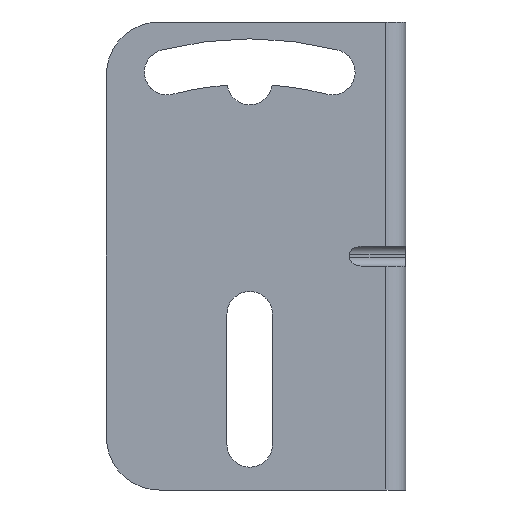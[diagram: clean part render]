
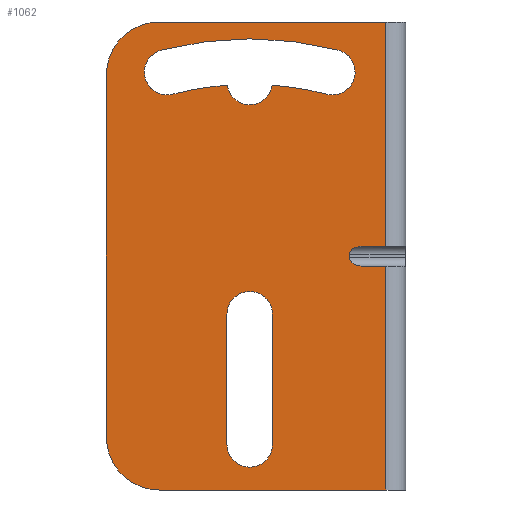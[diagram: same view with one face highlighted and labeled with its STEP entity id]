
A CAD part, left-side view. The second image highlights one B-rep face of the part: STEP entity #1062.
In plain terms, the highlighted planar face has unit normal (-1, 0, 0).
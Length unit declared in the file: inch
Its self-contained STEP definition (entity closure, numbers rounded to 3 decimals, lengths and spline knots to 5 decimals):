
#1=DIRECTION('',(0.,-1.,0.));
#2=VECTOR('',#1,0.686);
#3=CARTESIAN_POINT('',(0.,0.746,0.));
#4=LINE('',#3,#2);
#40=CARTESIAN_POINT('',(0.,0.746,0.16));
#41=DIRECTION('',(-1.,0.,0.));
#42=DIRECTION('',(0.,1.,0.));
#43=AXIS2_PLACEMENT_3D('',#40,#41,#42);
#253=DIRECTION('',(0.,-1.,0.));
#254=VECTOR('',#253,0.686);
#255=CARTESIAN_POINT('',(0.,0.746,1.417));
#256=LINE('',#255,#254);
#261=CARTESIAN_POINT('',(0.,0.746,1.257));
#262=DIRECTION('',(-1.,0.,0.));
#263=DIRECTION('',(0.,0.,1.));
#264=AXIS2_PLACEMENT_3D('',#261,#262,#263);
#275=DIRECTION('',(0.,1.,0.));
#276=VECTOR('',#275,0.07408);
#277=CARTESIAN_POINT('',(0.,0.06,0.738));
#278=LINE('',#277,#276);
#279=DIRECTION('',(0.,0.,1.));
#280=VECTOR('',#279,0.01);
#281=CARTESIAN_POINT('',(0.,0.16943,0.703));
#282=LINE('',#281,#280);
#283=DIRECTION('',(0.,1.,0.));
#284=VECTOR('',#283,0.07408);
#285=CARTESIAN_POINT('',(0.,0.06,0.678));
#286=LINE('',#285,#284);
#287=DIRECTION('',(0.,0.,1.));
#288=VECTOR('',#287,1.097);
#289=CARTESIAN_POINT('',(0.,0.906,0.16));
#290=LINE('',#289,#288);
#291=CARTESIAN_POINT('',(0.,0.472,0.532));
#292=DIRECTION('',(1.,0.,0.));
#293=DIRECTION('',(0.,1.,0.));
#294=AXIS2_PLACEMENT_3D('',#291,#292,#293);
#296=DIRECTION('',(0.,0.,1.));
#297=VECTOR('',#296,0.394);
#298=CARTESIAN_POINT('',(0.,0.541,0.138));
#299=LINE('',#298,#297);
#300=CARTESIAN_POINT('',(0.,0.472,0.138));
#301=DIRECTION('',(1.,0.,0.));
#302=DIRECTION('',(0.,-1.,0.));
#303=AXIS2_PLACEMENT_3D('',#300,#301,#302);
#305=DIRECTION('',(0.,0.,-1.));
#306=VECTOR('',#305,0.394);
#307=CARTESIAN_POINT('',(0.,0.403,0.532));
#308=LINE('',#307,#306);
#309=CARTESIAN_POINT('',(0.,0.472,0.297));
#310=DIRECTION('',(1.,0.,0.));
#311=DIRECTION('',(0.,0.25,0.968));
#312=AXIS2_PLACEMENT_3D('',#309,#310,#311);
#314=CARTESIAN_POINT('',(0.,0.472,1.23525));
#315=DIRECTION('',(1.,0.,0.));
#316=DIRECTION('',(0.,-0.99,-0.141));
#317=AXIS2_PLACEMENT_3D('',#314,#315,#316);
#319=CARTESIAN_POINT('',(0.,0.472,0.297));
#320=DIRECTION('',(1.,0.,0.));
#321=DIRECTION('',(0.,-0.073,0.997));
#322=AXIS2_PLACEMENT_3D('',#319,#320,#321);
#324=CARTESIAN_POINT('',(0.,0.222,1.26525));
#325=DIRECTION('',(1.,0.,0.));
#326=DIRECTION('',(0.,-0.25,0.968));
#327=AXIS2_PLACEMENT_3D('',#324,#325,#326);
#329=CARTESIAN_POINT('',(0.,0.472,0.297));
#330=DIRECTION('',(1.,0.,0.));
#331=DIRECTION('',(0.,0.25,0.968));
#332=AXIS2_PLACEMENT_3D('',#329,#330,#331);
#334=CARTESIAN_POINT('',(0.,0.722,1.26525));
#335=DIRECTION('',(1.,0.,0.));
#336=DIRECTION('',(0.,-0.25,-0.968));
#337=AXIS2_PLACEMENT_3D('',#334,#335,#336);
#361=CARTESIAN_POINT('',(0.,0.16943,0.713));
#362=CARTESIAN_POINT('',(0.,0.16943,0.71551));
#363=CARTESIAN_POINT('',(0.,0.16847,0.71959));
#364=CARTESIAN_POINT('',(0.,0.16487,0.72604));
#365=CARTESIAN_POINT('',(0.,0.1582,0.73195));
#366=CARTESIAN_POINT('',(0.,0.14777,0.7366));
#367=CARTESIAN_POINT('',(0.,0.13911,0.738));
#368=CARTESIAN_POINT('',(0.,0.13408,0.738));
#430=CARTESIAN_POINT('',(0.,0.13408,0.678));
#431=CARTESIAN_POINT('',(0.,0.13911,0.678));
#432=CARTESIAN_POINT('',(0.,0.14777,0.6794));
#433=CARTESIAN_POINT('',(0.,0.1582,0.68405));
#434=CARTESIAN_POINT('',(0.,0.16487,0.68996));
#435=CARTESIAN_POINT('',(0.,0.16847,0.69641));
#436=CARTESIAN_POINT('',(0.,0.16943,0.70049));
#437=CARTESIAN_POINT('',(0.,0.16943,0.703));
#457=DIRECTION('',(0.,0.,1.));
#458=VECTOR('',#457,0.678);
#459=CARTESIAN_POINT('',(0.,0.06,0.));
#460=LINE('',#459,#458);
#461=DIRECTION('',(0.,0.,1.));
#462=VECTOR('',#461,0.679);
#463=CARTESIAN_POINT('',(0.,0.06,0.738));
#464=LINE('',#463,#462);
#585=CARTESIAN_POINT('',(0.,0.06,0.));
#587=VERTEX_POINT('',#585);
#593=CARTESIAN_POINT('',(0.,0.06,1.417));
#595=VERTEX_POINT('',#593);
#601=CARTESIAN_POINT('',(0.,0.541,0.532));
#602=CARTESIAN_POINT('',(0.,0.403,0.532));
#603=VERTEX_POINT('',#601);
#604=VERTEX_POINT('',#602);
#605=CARTESIAN_POINT('',(0.,0.403,0.138));
#606=VERTEX_POINT('',#605);
#607=CARTESIAN_POINT('',(0.,0.541,0.138));
#608=VERTEX_POINT('',#607);
#609=CARTESIAN_POINT('',(0.,0.70475,1.19844));
#610=CARTESIAN_POINT('',(0.,0.54031,1.22549));
#611=VERTEX_POINT('',#609);
#612=VERTEX_POINT('',#610);
#613=CARTESIAN_POINT('',(0.,0.73925,1.33205));
#614=VERTEX_POINT('',#613);
#615=CARTESIAN_POINT('',(0.,0.20475,1.33205));
#616=VERTEX_POINT('',#615);
#633=CARTESIAN_POINT('',(0.,0.23925,1.19844));
#634=VERTEX_POINT('',#633);
#638=CARTESIAN_POINT('',(0.,0.746,1.417));
#640=VERTEX_POINT('',#638);
#641=CARTESIAN_POINT('',(0.,0.906,1.257));
#642=VERTEX_POINT('',#641);
#645=CARTESIAN_POINT('',(0.,0.746,0.));
#647=VERTEX_POINT('',#645);
#651=CARTESIAN_POINT('',(0.,0.906,0.16));
#652=VERTEX_POINT('',#651);
#709=CARTESIAN_POINT('',(0.,0.06,0.738));
#711=VERTEX_POINT('',#709);
#713=CARTESIAN_POINT('',(0.,0.06,0.678));
#715=VERTEX_POINT('',#713);
#717=CARTESIAN_POINT('',(0.,0.13408,0.678));
#719=VERTEX_POINT('',#717);
#721=CARTESIAN_POINT('',(0.,0.16943,0.703));
#723=VERTEX_POINT('',#721);
#726=CARTESIAN_POINT('',(0.,0.13408,0.738));
#728=VERTEX_POINT('',#726);
#730=CARTESIAN_POINT('',(0.,0.16943,0.713));
#732=VERTEX_POINT('',#730);
#749=CARTESIAN_POINT('',(0.,0.40369,1.22549));
#750=VERTEX_POINT('',#749);
#1011=CARTESIAN_POINT('',(0.,0.906,0.));
#1012=DIRECTION('',(-1.,0.,0.));
#1013=DIRECTION('',(0.,-1.,0.));
#1014=AXIS2_PLACEMENT_3D('',#1011,#1012,#1013);
#1015=PLANE('',#1014);
#1017=ORIENTED_EDGE('',*,*,#1016,.T.);
#1019=ORIENTED_EDGE('',*,*,#1018,.F.);
#1021=ORIENTED_EDGE('',*,*,#1020,.F.);
#1023=ORIENTED_EDGE('',*,*,#1022,.F.);
#1025=ORIENTED_EDGE('',*,*,#1024,.F.);
#1027=ORIENTED_EDGE('',*,*,#1026,.F.);
#1028=ORIENTED_EDGE('',*,*,#760,.F.);
#1029=ORIENTED_EDGE('',*,*,#787,.F.);
#1031=ORIENTED_EDGE('',*,*,#1030,.T.);
#1032=ORIENTED_EDGE('',*,*,#1003,.F.);
#1033=ORIENTED_EDGE('',*,*,#992,.T.);
#1035=ORIENTED_EDGE('',*,*,#1034,.F.);
#1036=EDGE_LOOP('',(#1017,#1019,#1021,#1023,#1025,#1027,#1028,#1029,#1031,#1032,
#1033,#1035));
#1037=FACE_OUTER_BOUND('',#1036,.F.);
#1039=ORIENTED_EDGE('',*,*,#1038,.F.);
#1041=ORIENTED_EDGE('',*,*,#1040,.F.);
#1043=ORIENTED_EDGE('',*,*,#1042,.F.);
#1045=ORIENTED_EDGE('',*,*,#1044,.F.);
#1046=EDGE_LOOP('',(#1039,#1041,#1043,#1045));
#1047=FACE_BOUND('',#1046,.F.);
#1049=ORIENTED_EDGE('',*,*,#1048,.T.);
#1051=ORIENTED_EDGE('',*,*,#1050,.F.);
#1053=ORIENTED_EDGE('',*,*,#1052,.T.);
#1055=ORIENTED_EDGE('',*,*,#1054,.F.);
#1057=ORIENTED_EDGE('',*,*,#1056,.F.);
#1059=ORIENTED_EDGE('',*,*,#1058,.F.);
#1060=EDGE_LOOP('',(#1049,#1051,#1053,#1055,#1057,#1059));
#1061=FACE_BOUND('',#1060,.F.);
#1062=ADVANCED_FACE('',(#1037,#1047,#1061),#1015,.T.);
#44=CIRCLE('',#43,0.16);
#265=CIRCLE('',#264,0.16);
#295=CIRCLE('',#294,0.069);
#304=CIRCLE('',#303,0.069);
#313=CIRCLE('',#312,0.931);
#318=CIRCLE('',#317,0.069);
#323=CIRCLE('',#322,0.931);
#328=CIRCLE('',#327,0.069);
#333=CIRCLE('',#332,1.069);
#338=CIRCLE('',#337,0.069);
#369=B_SPLINE_CURVE_WITH_KNOTS('',3,(#361,#362,#363,#364,#365,#366,#367,#368),
.UNSPECIFIED.,.F.,.F.,(4,1,1,1,1,4),(0.,0.125,0.25,0.5,0.75,1.),
.UNSPECIFIED.);
#438=B_SPLINE_CURVE_WITH_KNOTS('',3,(#430,#431,#432,#433,#434,#435,#436,#437),
.UNSPECIFIED.,.F.,.F.,(4,1,1,1,1,4),(0.,0.25,0.5,0.75,0.875,1.),
.UNSPECIFIED.);
#760=EDGE_CURVE('',#647,#587,#4,.T.);
#787=EDGE_CURVE('',#652,#647,#44,.T.);
#992=EDGE_CURVE('',#640,#595,#256,.T.);
#1003=EDGE_CURVE('',#640,#642,#265,.T.);
#1016=EDGE_CURVE('',#711,#728,#278,.T.);
#1018=EDGE_CURVE('',#732,#728,#369,.T.);
#1020=EDGE_CURVE('',#723,#732,#282,.T.);
#1022=EDGE_CURVE('',#719,#723,#438,.T.);
#1024=EDGE_CURVE('',#715,#719,#286,.T.);
#1026=EDGE_CURVE('',#587,#715,#460,.T.);
#1030=EDGE_CURVE('',#652,#642,#290,.T.);
#1034=EDGE_CURVE('',#711,#595,#464,.T.);
#1038=EDGE_CURVE('',#603,#604,#295,.T.);
#1040=EDGE_CURVE('',#608,#603,#299,.T.);
#1042=EDGE_CURVE('',#606,#608,#304,.T.);
#1044=EDGE_CURVE('',#604,#606,#308,.T.);
#1048=EDGE_CURVE('',#611,#612,#313,.T.);
#1050=EDGE_CURVE('',#750,#612,#318,.T.);
#1052=EDGE_CURVE('',#750,#634,#323,.T.);
#1054=EDGE_CURVE('',#616,#634,#328,.T.);
#1056=EDGE_CURVE('',#614,#616,#333,.T.);
#1058=EDGE_CURVE('',#611,#614,#338,.T.);
